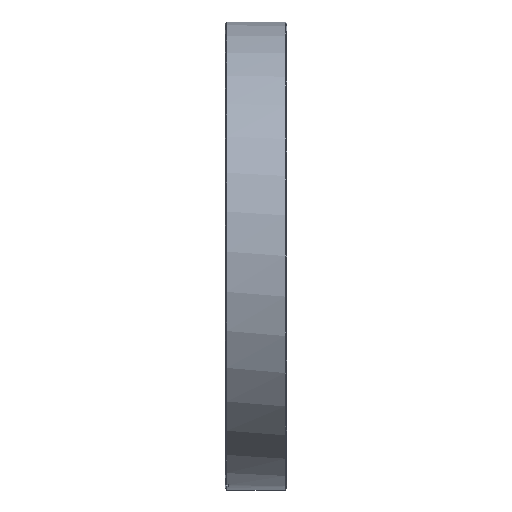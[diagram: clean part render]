
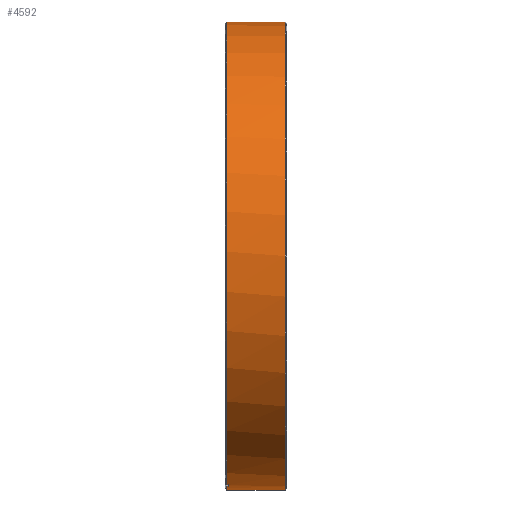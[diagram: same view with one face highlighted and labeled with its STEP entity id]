
A CAD part, left-side view. The second image highlights one B-rep face of the part: STEP entity #4592.
In plain terms, the highlighted cylindrical face has radius 75.8 mm (diameter 151.6 mm), a partial arc.
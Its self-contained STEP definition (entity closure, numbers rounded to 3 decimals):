
#15 = DIRECTION ( 'NONE',  ( 0., 0., 1. ) ) ;
#89 = AXIS2_PLACEMENT_3D ( 'NONE', #1241, #4145, #1678 ) ;
#187 = CARTESIAN_POINT ( 'NONE',  ( 0., -0.5, 0. ) ) ;
#260 = CYLINDRICAL_SURFACE ( 'NONE', #962, 75.8 ) ;
#306 = CARTESIAN_POINT ( 'NONE',  ( -15.767, 19.776, -74.142 ) ) ;
#321 = VERTEX_POINT ( 'NONE', #4977 ) ;
#391 = CARTESIAN_POINT ( 'NONE',  ( 0., -19.4, -75.8 ) ) ;
#416 = DIRECTION ( 'NONE',  ( 0., 0., 1. ) ) ;
#587 = DIRECTION ( 'NONE',  ( 0., 0., 1. ) ) ;
#627 = VECTOR ( 'NONE', #3518, 1000. ) ;
#636 = EDGE_CURVE ( 'NONE', #3795, #321, #1447, .T. ) ;
#706 = CIRCLE ( 'NONE', #2335, 75.8 ) ;
#712 = CARTESIAN_POINT ( 'NONE',  ( 0., -0.5, 0. ) ) ;
#771 = CARTESIAN_POINT ( 'NONE',  ( 0., 19.776, -75.8 ) ) ;
#906 = CARTESIAN_POINT ( 'NONE',  ( 0., 19.776, 75.8 ) ) ;
#932 = EDGE_CURVE ( 'NONE', #2457, #1808, #1766, .T. ) ;
#962 = AXIS2_PLACEMENT_3D ( 'NONE', #3295, #3702, #416 ) ;
#1011 = EDGE_CURVE ( 'NONE', #2457, #1924, #4019, .T. ) ;
#1073 = CARTESIAN_POINT ( 'NONE',  ( -13.806, 19.776, -74.532 ) ) ;
#1081 = CARTESIAN_POINT ( 'NONE',  ( 0., -0.5, -75.8 ) ) ;
#1112 = DIRECTION ( 'NONE',  ( 0., 0., 1. ) ) ;
#1130 = ORIENTED_EDGE ( 'NONE', *, *, #4400, .T. ) ;
#1241 = CARTESIAN_POINT ( 'NONE',  ( 0., -19.4, 0. ) ) ;
#1316 = DIRECTION ( 'NONE',  ( 0., 1., 0. ) ) ;
#1325 = CARTESIAN_POINT ( 'NONE',  ( -13.806, -0.5, -74.532 ) ) ;
#1447 = LINE ( 'NONE', #306, #3387 ) ;
#1678 = DIRECTION ( 'NONE',  ( 0., 0., -1. ) ) ;
#1739 = ORIENTED_EDGE ( 'NONE', *, *, #5226, .T. ) ;
#1766 = LINE ( 'NONE', #771, #2856 ) ;
#1808 = VERTEX_POINT ( 'NONE', #1081 ) ;
#1841 = EDGE_CURVE ( 'NONE', #4712, #321, #4396, .T. ) ;
#1859 = ORIENTED_EDGE ( 'NONE', *, *, #1841, .T. ) ;
#1924 = VERTEX_POINT ( 'NONE', #3616 ) ;
#2121 = EDGE_CURVE ( 'NONE', #1924, #4712, #3252, .T. ) ;
#2175 = ORIENTED_EDGE ( 'NONE', *, *, #636, .F. ) ;
#2192 = ORIENTED_EDGE ( 'NONE', *, *, #932, .F. ) ;
#2335 = AXIS2_PLACEMENT_3D ( 'NONE', #187, #3060, #587 ) ;
#2360 = CIRCLE ( 'NONE', #2984, 75.8 ) ;
#2450 = DIRECTION ( 'NONE',  ( 0., -1., 0. ) ) ;
#2457 = VERTEX_POINT ( 'NONE', #391 ) ;
#2578 = ORIENTED_EDGE ( 'NONE', *, *, #2121, .T. ) ;
#2856 = VECTOR ( 'NONE', #3245, 1000. ) ;
#2941 = CARTESIAN_POINT ( 'NONE',  ( 0., -0.5, 75.8 ) ) ;
#2984 = AXIS2_PLACEMENT_3D ( 'NONE', #4928, #2450, #15 ) ;
#3002 = VECTOR ( 'NONE', #1316, 1000. ) ;
#3060 = DIRECTION ( 'NONE',  ( 0., -1., 0. ) ) ;
#3241 = ORIENTED_EDGE ( 'NONE', *, *, #3663, .T. ) ;
#3245 = DIRECTION ( 'NONE',  ( 0., 1., 0. ) ) ;
#3252 = LINE ( 'NONE', #906, #3002 ) ;
#3295 = CARTESIAN_POINT ( 'NONE',  ( 0., 19.776, 0. ) ) ;
#3387 = VECTOR ( 'NONE', #3562, 1000. ) ;
#3518 = DIRECTION ( 'NONE',  ( 0., 1., 0. ) ) ;
#3562 = DIRECTION ( 'NONE',  ( 0., 1., 0. ) ) ;
#3575 = DIRECTION ( 'NONE',  ( 0., -1., 0. ) ) ;
#3616 = CARTESIAN_POINT ( 'NONE',  ( 0., -19.4, 75.8 ) ) ;
#3663 = EDGE_CURVE ( 'NONE', #4151, #1808, #706, .T. ) ;
#3702 = DIRECTION ( 'NONE',  ( 0., 1., 0. ) ) ;
#3786 = LINE ( 'NONE', #1073, #627 ) ;
#3795 = VERTEX_POINT ( 'NONE', #4798 ) ;
#3900 = VERTEX_POINT ( 'NONE', #4868 ) ;
#4019 = CIRCLE ( 'NONE', #89, 75.8 ) ;
#4145 = DIRECTION ( 'NONE',  ( 0., 1., 0. ) ) ;
#4151 = VERTEX_POINT ( 'NONE', #1325 ) ;
#4201 = ORIENTED_EDGE ( 'NONE', *, *, #1011, .T. ) ;
#4396 = CIRCLE ( 'NONE', #4688, 75.8 ) ;
#4400 = EDGE_CURVE ( 'NONE', #3900, #4151, #3786, .T. ) ;
#4592 = ADVANCED_FACE ( 'NONE', ( #5086 ), #260, .T. ) ;
#4688 = AXIS2_PLACEMENT_3D ( 'NONE', #712, #3575, #1112 ) ;
#4712 = VERTEX_POINT ( 'NONE', #2941 ) ;
#4798 = CARTESIAN_POINT ( 'NONE',  ( -15.767, -1., -74.142 ) ) ;
#4868 = CARTESIAN_POINT ( 'NONE',  ( -13.806, -1., -74.532 ) ) ;
#4928 = CARTESIAN_POINT ( 'NONE',  ( 0., -1., 0. ) ) ;
#4977 = CARTESIAN_POINT ( 'NONE',  ( -15.767, -0.5, -74.142 ) ) ;
#5008 = EDGE_LOOP ( 'NONE', ( #2192, #4201, #2578, #1859, #2175, #1739, #1130, #3241 ) ) ;
#5086 = FACE_OUTER_BOUND ( 'NONE', #5008, .T. ) ;
#5226 = EDGE_CURVE ( 'NONE', #3795, #3900, #2360, .T. ) ;
